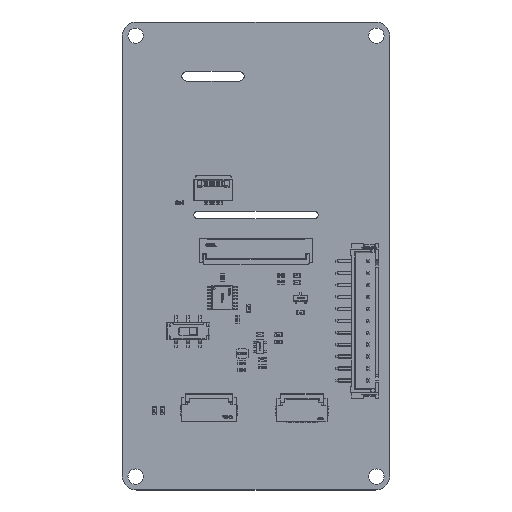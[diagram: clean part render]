
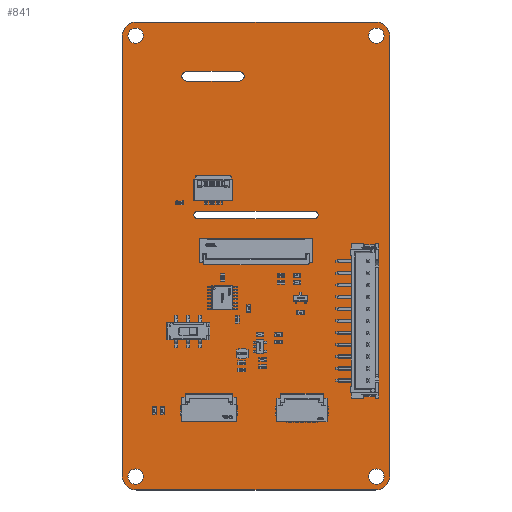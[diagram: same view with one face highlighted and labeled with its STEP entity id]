
A CAD part, top view. The second image highlights one B-rep face of the part: STEP entity #841.
In plain terms, the highlighted planar face has unit normal (0, 0, 1).
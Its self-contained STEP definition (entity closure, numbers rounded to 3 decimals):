
#164 = VERTEX_POINT('',#165);
#165 = CARTESIAN_POINT('',(70.498,29.505,0.411));
#171 = EDGE_CURVE('',#164,#172,#174,.T.);
#172 = VERTEX_POINT('',#173);
#173 = CARTESIAN_POINT('',(70.498,121.505,0.411));
#174 = LINE('',#175,#176);
#175 = CARTESIAN_POINT('',(70.498,29.505,0.411));
#176 = VECTOR('',#177,1.);
#177 = DIRECTION('',(0.,1.,0.));
#202 = EDGE_CURVE('',#172,#203,#205,.T.);
#203 = VERTEX_POINT('',#204);
#204 = CARTESIAN_POINT('',(73.498,124.505,0.411));
#205 = CIRCLE('',#206,2.999);
#206 = AXIS2_PLACEMENT_3D('',#207,#208,#209);
#207 = CARTESIAN_POINT('',(73.497,121.506,0.411));
#208 = DIRECTION('',(0.,0.,-1.));
#209 = DIRECTION('',(-1.,0.,-0.));
#235 = EDGE_CURVE('',#203,#236,#238,.T.);
#236 = VERTEX_POINT('',#237);
#237 = CARTESIAN_POINT('',(123.498,124.505,0.411));
#238 = LINE('',#239,#240);
#239 = CARTESIAN_POINT('',(73.498,124.505,0.411));
#240 = VECTOR('',#241,1.);
#241 = DIRECTION('',(1.,0.,0.));
#266 = EDGE_CURVE('',#236,#267,#269,.T.);
#267 = VERTEX_POINT('',#268);
#268 = CARTESIAN_POINT('',(126.498,121.505,0.411));
#269 = CIRCLE('',#270,3.001);
#270 = AXIS2_PLACEMENT_3D('',#271,#272,#273);
#271 = CARTESIAN_POINT('',(123.497,121.504,0.411));
#272 = DIRECTION('',(0.,0.,-1.));
#273 = DIRECTION('',(0.,1.,0.));
#299 = EDGE_CURVE('',#267,#300,#302,.T.);
#300 = VERTEX_POINT('',#301);
#301 = CARTESIAN_POINT('',(126.498,29.505,0.411));
#302 = LINE('',#303,#304);
#303 = CARTESIAN_POINT('',(126.498,121.505,0.411));
#304 = VECTOR('',#305,1.);
#305 = DIRECTION('',(0.,-1.,0.));
#330 = EDGE_CURVE('',#300,#331,#333,.T.);
#331 = VERTEX_POINT('',#332);
#332 = CARTESIAN_POINT('',(123.498,26.505,0.411));
#333 = CIRCLE('',#334,3.001);
#334 = AXIS2_PLACEMENT_3D('',#335,#336,#337);
#335 = CARTESIAN_POINT('',(123.497,29.506,0.411));
#336 = DIRECTION('',(0.,0.,-1.));
#337 = DIRECTION('',(1.,0.,0.));
#363 = EDGE_CURVE('',#331,#364,#366,.T.);
#364 = VERTEX_POINT('',#365);
#365 = CARTESIAN_POINT('',(73.498,26.505,0.411));
#366 = LINE('',#367,#368);
#367 = CARTESIAN_POINT('',(123.498,26.505,0.411));
#368 = VECTOR('',#369,1.);
#369 = DIRECTION('',(-1.,0.,0.));
#394 = EDGE_CURVE('',#364,#164,#395,.T.);
#395 = CIRCLE('',#396,2.999);
#396 = AXIS2_PLACEMENT_3D('',#397,#398,#399);
#397 = CARTESIAN_POINT('',(73.497,29.504,0.411));
#398 = DIRECTION('',(0.,0.,-1.));
#399 = DIRECTION('',(0.,-1.,0.));
#420 = VERTEX_POINT('',#421);
#421 = CARTESIAN_POINT('',(74.892,29.312,0.411));
#427 = EDGE_CURVE('',#420,#420,#428,.T.);
#428 = CIRCLE('',#429,1.6);
#429 = AXIS2_PLACEMENT_3D('',#430,#431,#432);
#430 = CARTESIAN_POINT('',(73.292,29.312,0.411));
#431 = DIRECTION('',(0.,0.,1.));
#432 = DIRECTION('',(1.,0.,-0.));
#453 = VERTEX_POINT('',#454);
#454 = CARTESIAN_POINT('',(74.892,121.641,0.411));
#460 = EDGE_CURVE('',#453,#453,#461,.T.);
#461 = CIRCLE('',#462,1.6);
#462 = AXIS2_PLACEMENT_3D('',#463,#464,#465);
#463 = CARTESIAN_POINT('',(73.292,121.641,0.411));
#464 = DIRECTION('',(0.,0.,1.));
#465 = DIRECTION('',(1.,0.,-0.));
#486 = VERTEX_POINT('',#487);
#487 = CARTESIAN_POINT('',(83.996,112.144,0.411));
#493 = EDGE_CURVE('',#486,#494,#496,.T.);
#494 = VERTEX_POINT('',#495);
#495 = CARTESIAN_POINT('',(94.996,112.144,0.411));
#496 = LINE('',#497,#498);
#497 = CARTESIAN_POINT('',(83.996,112.144,0.411));
#498 = VECTOR('',#499,1.);
#499 = DIRECTION('',(1.,0.,0.));
#524 = EDGE_CURVE('',#494,#525,#527,.T.);
#525 = VERTEX_POINT('',#526);
#526 = CARTESIAN_POINT('',(94.996,114.17,0.411));
#527 = CIRCLE('',#528,1.013);
#528 = AXIS2_PLACEMENT_3D('',#529,#530,#531);
#529 = CARTESIAN_POINT('',(94.996,113.157,0.411));
#530 = DIRECTION('',(0.,0.,1.));
#531 = DIRECTION('',(-0.,-1.,0.));
#557 = EDGE_CURVE('',#525,#558,#560,.T.);
#558 = VERTEX_POINT('',#559);
#559 = CARTESIAN_POINT('',(83.996,114.17,0.411));
#560 = LINE('',#561,#562);
#561 = CARTESIAN_POINT('',(94.996,114.17,0.411));
#562 = VECTOR('',#563,1.);
#563 = DIRECTION('',(-1.,0.,0.));
#588 = EDGE_CURVE('',#558,#486,#589,.T.);
#589 = CIRCLE('',#590,1.013);
#590 = AXIS2_PLACEMENT_3D('',#591,#592,#593);
#591 = CARTESIAN_POINT('',(83.996,113.157,0.411));
#592 = DIRECTION('',(0.,-0.,1.));
#593 = DIRECTION('',(0.,1.,0.));
#614 = VERTEX_POINT('',#615);
#615 = CARTESIAN_POINT('',(125.311,29.312,0.411));
#621 = EDGE_CURVE('',#614,#614,#622,.T.);
#622 = CIRCLE('',#623,1.6);
#623 = AXIS2_PLACEMENT_3D('',#624,#625,#626);
#624 = CARTESIAN_POINT('',(123.711,29.312,0.411));
#625 = DIRECTION('',(0.,0.,1.));
#626 = DIRECTION('',(1.,0.,-0.));
#647 = VERTEX_POINT('',#648);
#648 = CARTESIAN_POINT('',(86.248,83.311,0.411));
#654 = EDGE_CURVE('',#647,#655,#657,.T.);
#655 = VERTEX_POINT('',#656);
#656 = CARTESIAN_POINT('',(110.748,83.311,0.411));
#657 = LINE('',#658,#659);
#658 = CARTESIAN_POINT('',(86.248,83.311,0.411));
#659 = VECTOR('',#660,1.);
#660 = DIRECTION('',(1.,0.,0.));
#685 = EDGE_CURVE('',#655,#686,#688,.T.);
#686 = VERTEX_POINT('',#687);
#687 = CARTESIAN_POINT('',(110.748,84.837,0.411));
#688 = CIRCLE('',#689,0.763);
#689 = AXIS2_PLACEMENT_3D('',#690,#691,#692);
#690 = CARTESIAN_POINT('',(110.748,84.074,0.411));
#691 = DIRECTION('',(0.,0.,1.));
#692 = DIRECTION('',(-0.,-1.,0.));
#718 = EDGE_CURVE('',#686,#719,#721,.T.);
#719 = VERTEX_POINT('',#720);
#720 = CARTESIAN_POINT('',(86.248,84.837,0.411));
#721 = LINE('',#722,#723);
#722 = CARTESIAN_POINT('',(110.748,84.837,0.411));
#723 = VECTOR('',#724,1.);
#724 = DIRECTION('',(-1.,0.,0.));
#749 = EDGE_CURVE('',#719,#647,#750,.T.);
#750 = CIRCLE('',#751,0.763);
#751 = AXIS2_PLACEMENT_3D('',#752,#753,#754);
#752 = CARTESIAN_POINT('',(86.248,84.074,0.411));
#753 = DIRECTION('',(0.,-0.,1.));
#754 = DIRECTION('',(0.,1.,0.));
#775 = VERTEX_POINT('',#776);
#776 = CARTESIAN_POINT('',(125.311,121.641,0.411));
#782 = EDGE_CURVE('',#775,#775,#783,.T.);
#783 = CIRCLE('',#784,1.6);
#784 = AXIS2_PLACEMENT_3D('',#785,#786,#787);
#785 = CARTESIAN_POINT('',(123.711,121.641,0.411));
#786 = DIRECTION('',(0.,0.,1.));
#787 = DIRECTION('',(1.,0.,-0.));
#841 = ADVANCED_FACE('',(#842,#852,#855,#858,#864,#867,#873),#876,.F.);
#842 = FACE_BOUND('',#843,.F.);
#843 = EDGE_LOOP('',(#844,#845,#846,#847,#848,#849,#850,#851));
#844 = ORIENTED_EDGE('',*,*,#171,.T.);
#845 = ORIENTED_EDGE('',*,*,#202,.T.);
#846 = ORIENTED_EDGE('',*,*,#235,.T.);
#847 = ORIENTED_EDGE('',*,*,#266,.T.);
#848 = ORIENTED_EDGE('',*,*,#299,.T.);
#849 = ORIENTED_EDGE('',*,*,#330,.T.);
#850 = ORIENTED_EDGE('',*,*,#363,.T.);
#851 = ORIENTED_EDGE('',*,*,#394,.T.);
#852 = FACE_BOUND('',#853,.F.);
#853 = EDGE_LOOP('',(#854));
#854 = ORIENTED_EDGE('',*,*,#427,.T.);
#855 = FACE_BOUND('',#856,.F.);
#856 = EDGE_LOOP('',(#857));
#857 = ORIENTED_EDGE('',*,*,#460,.T.);
#858 = FACE_BOUND('',#859,.F.);
#859 = EDGE_LOOP('',(#860,#861,#862,#863));
#860 = ORIENTED_EDGE('',*,*,#493,.T.);
#861 = ORIENTED_EDGE('',*,*,#524,.T.);
#862 = ORIENTED_EDGE('',*,*,#557,.T.);
#863 = ORIENTED_EDGE('',*,*,#588,.T.);
#864 = FACE_BOUND('',#865,.F.);
#865 = EDGE_LOOP('',(#866));
#866 = ORIENTED_EDGE('',*,*,#621,.T.);
#867 = FACE_BOUND('',#868,.F.);
#868 = EDGE_LOOP('',(#869,#870,#871,#872));
#869 = ORIENTED_EDGE('',*,*,#654,.T.);
#870 = ORIENTED_EDGE('',*,*,#685,.T.);
#871 = ORIENTED_EDGE('',*,*,#718,.T.);
#872 = ORIENTED_EDGE('',*,*,#749,.T.);
#873 = FACE_BOUND('',#874,.F.);
#874 = EDGE_LOOP('',(#875));
#875 = ORIENTED_EDGE('',*,*,#782,.T.);
#876 = PLANE('',#877);
#877 = AXIS2_PLACEMENT_3D('',#878,#879,#880);
#878 = CARTESIAN_POINT('',(98.498,75.505,0.411));
#879 = DIRECTION('',(-0.,-0.,-1.));
#880 = DIRECTION('',(-1.,0.,0.));
